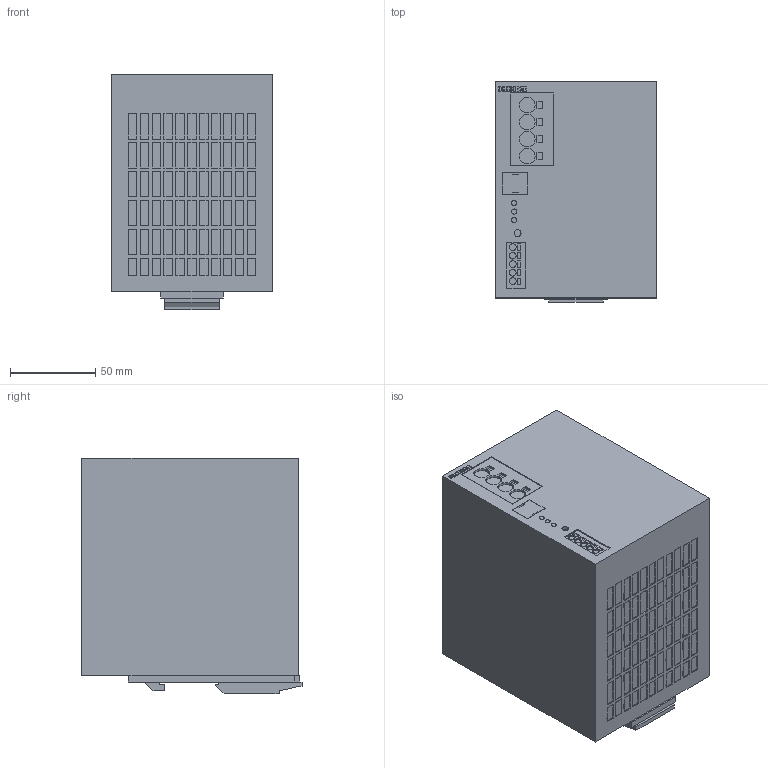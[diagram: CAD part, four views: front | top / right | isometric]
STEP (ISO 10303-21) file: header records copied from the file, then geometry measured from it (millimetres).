
FILE_DESCRIPTION (( 'STEP AP214' ), '1' );
FILE_NAME ('1000457.STEP', '2025-02-17T09:24:26', ( '' ), ( '' ), 'SwSTEP 2.0', 'SolidWorks 2022', '' );
FILE_SCHEMA (( 'AUTOMOTIVE_DESIGN' ));
Length unit declared in the file: millimetre
Products named in the file (1): 1000457
Bounding box: 95 x 129.3 x 138.6 mm (x, y, z)
Volume: 1560485.5 mm3; surface area: 86534.3 mm2
Topology: 1 solids, 1 shells, 1001 faces, 2486 edges, 1656 vertices
Faces by surface type: plane 969, cylinder 32
Entity records: 29166 total; most frequent: CARTESIAN_POINT 5144, ORIENTED_EDGE 4972, DIRECTION 4554, EDGE_CURVE 2486, VECTOR 2422, LINE 2422, VERTEX_POINT 1656, EDGE_LOOP 1170
